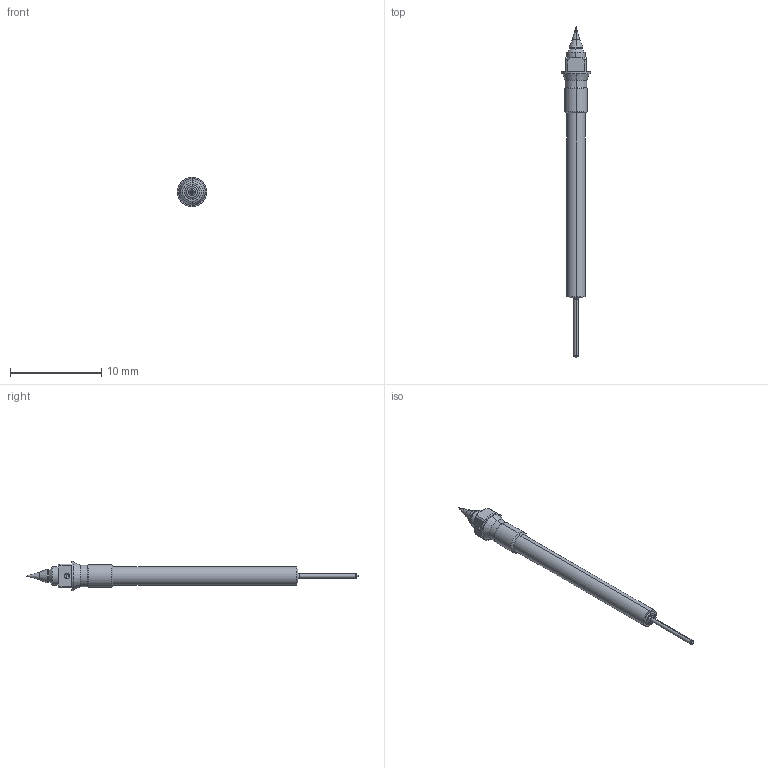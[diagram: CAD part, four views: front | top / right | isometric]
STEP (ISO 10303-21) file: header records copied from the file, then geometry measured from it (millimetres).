
FILE_DESCRIPTION (( 'STEP AP203' ), '1' );
FILE_NAME ('INGUN_PSK-350_201_150_R_xx02_M-6.STEP', '2022-02-21T08:45:40', ( 'ochi' ), ( '' ), 'SwSTEP 2.0', 'SolidWorks 2018', '' );
FILE_SCHEMA (( 'CONFIG_CONTROL_DESIGN' ));
Length unit declared in the file: millimetre
Products named in the file (1): INGUN_PSK-350_201_150_R_xx02_M-6
Bounding box: 3.2 x 36.3 x 3.2 mm (x, y, z)
Volume: 99.8 mm3; surface area: 209.2 mm2
Topology: 1 solids, 1 shells, 60 faces, 132 edges, 79 vertices
Faces by surface type: cone 18, cylinder 16, plane 14, torus 8, bspline 4
Entity records: 1977 total; most frequent: CARTESIAN_POINT 578, DIRECTION 298, ORIENTED_EDGE 260, EDGE_CURVE 130, AXIS2_PLACEMENT_3D 127, VERTEX_POINT 79, CIRCLE 70, EDGE_LOOP 67
